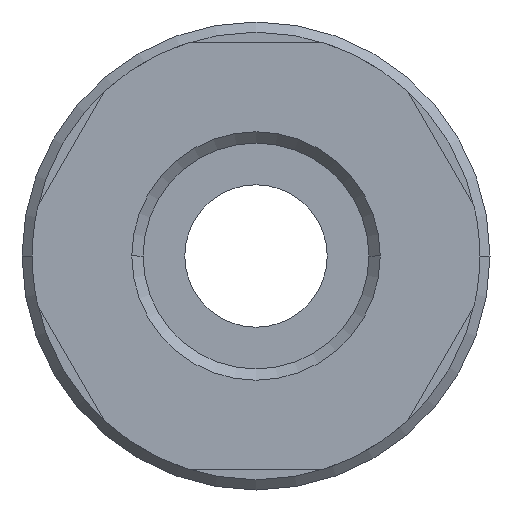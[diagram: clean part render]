
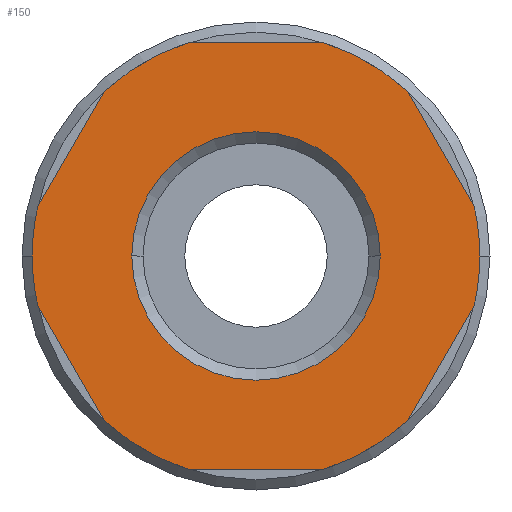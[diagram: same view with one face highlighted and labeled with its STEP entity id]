
A CAD part, front view. The second image highlights one B-rep face of the part: STEP entity #150.
In plain terms, the highlighted planar face has unit normal (0, -1, 0).
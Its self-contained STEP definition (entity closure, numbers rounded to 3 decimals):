
#150=ADVANCED_FACE('',(#352,#353),#354,.T.);
#352=FACE_BOUND('',#607,.T.);
#353=FACE_OUTER_BOUND('',#608,.T.);
#354=PLANE('',#609);
#607=EDGE_LOOP('',(#988,#989));
#608=EDGE_LOOP('',(#990,#991,#992,#993,#994,#995,#996,#997,#998,#999,#1000,#1001,#1002,#1003));
#609=AXIS2_PLACEMENT_3D('',#1004,#1005,#1006);
#988=ORIENTED_EDGE('',*,*,#1576,.T.);
#989=ORIENTED_EDGE('',*,*,#1577,.T.);
#990=ORIENTED_EDGE('',*,*,#1578,.T.);
#991=ORIENTED_EDGE('',*,*,#1511,.F.);
#992=ORIENTED_EDGE('',*,*,#1579,.T.);
#993=ORIENTED_EDGE('',*,*,#1567,.F.);
#994=ORIENTED_EDGE('',*,*,#1580,.T.);
#995=ORIENTED_EDGE('',*,*,#1496,.F.);
#996=ORIENTED_EDGE('',*,*,#1581,.F.);
#997=ORIENTED_EDGE('',*,*,#1514,.T.);
#998=ORIENTED_EDGE('',*,*,#1582,.F.);
#999=ORIENTED_EDGE('',*,*,#1583,.T.);
#1000=ORIENTED_EDGE('',*,*,#1470,.F.);
#1001=ORIENTED_EDGE('',*,*,#1584,.T.);
#1002=ORIENTED_EDGE('',*,*,#1585,.F.);
#1003=ORIENTED_EDGE('',*,*,#1586,.F.);
#1004=CARTESIAN_POINT('',(5.5,0.0,0.0));
#1005=DIRECTION('',(-0.0,-1.0,-0.0));
#1006=DIRECTION('',(-1.0,0.0,0.0));
#1470=EDGE_CURVE('',#1736,#1731,#1738,.T.);
#1496=EDGE_CURVE('',#1779,#1781,#1782,.T.);
#1511=EDGE_CURVE('',#1805,#1803,#1807,.T.);
#1514=EDGE_CURVE('',#1811,#1809,#1812,.T.);
#1567=EDGE_CURVE('',#1894,#1892,#1896,.T.);
#1576=EDGE_CURVE('',#1907,#1908,#1909,.T.);
#1577=EDGE_CURVE('',#1908,#1907,#1910,.T.);
#1578=EDGE_CURVE('',#1911,#1803,#1912,.T.);
#1579=EDGE_CURVE('',#1805,#1892,#1913,.T.);
#1580=EDGE_CURVE('',#1894,#1781,#1914,.T.);
#1581=EDGE_CURVE('',#1811,#1779,#1915,.T.);
#1582=EDGE_CURVE('',#1916,#1809,#1917,.T.);
#1583=EDGE_CURVE('',#1916,#1731,#1918,.T.);
#1584=EDGE_CURVE('',#1736,#1919,#1920,.T.);
#1585=EDGE_CURVE('',#1921,#1919,#1922,.T.);
#1586=EDGE_CURVE('',#1911,#1921,#1923,.T.);
#1731=VERTEX_POINT('',#2095);
#1736=VERTEX_POINT('',#2101);
#1738=CIRCLE('',#2104,11.0);
#1779=VERTEX_POINT('',#2153);
#1781=VERTEX_POINT('',#2156);
#1782=CIRCLE('',#2157,11.0);
#1803=VERTEX_POINT('',#2183);
#1805=VERTEX_POINT('',#2186);
#1807=CIRCLE('',#2189,11.0);
#1809=VERTEX_POINT('',#2191);
#1811=VERTEX_POINT('',#2194);
#1812=LINE('',#2195,#2196);
#1892=VERTEX_POINT('',#2397);
#1894=VERTEX_POINT('',#2400);
#1896=CIRCLE('',#2403,11.0);
#1907=VERTEX_POINT('',#2428);
#1908=VERTEX_POINT('',#2429);
#1909=CIRCLE('',#2430,6.105);
#1910=CIRCLE('',#2431,6.105);
#1911=VERTEX_POINT('',#2432);
#1912=LINE('',#2433,#2434);
#1913=LINE('',#2435,#2436);
#1914=LINE('',#2437,#2438);
#1915=CIRCLE('',#2439,11.0);
#1916=VERTEX_POINT('',#2440);
#1917=CIRCLE('',#2441,11.0);
#1918=LINE('',#2442,#2443);
#1919=VERTEX_POINT('',#2444);
#1920=LINE('',#2445,#2446);
#1921=VERTEX_POINT('',#2447);
#1922=CIRCLE('',#2448,11.0);
#1923=CIRCLE('',#2449,11.0);
#2095=CARTESIAN_POINT('',(-3.279,0.0,10.5));
#2101=CARTESIAN_POINT('',(-7.454,0.0,8.089));
#2104=AXIS2_PLACEMENT_3D('',#2789,#2790,#2791);
#2153=CARTESIAN_POINT('',(11.0,0.0,0.));
#2156=CARTESIAN_POINT('',(10.733,0.0,-2.411));
#2157=AXIS2_PLACEMENT_3D('',#2837,#2838,#2839);
#2183=CARTESIAN_POINT('',(-7.454,0.0,-8.089));
#2186=CARTESIAN_POINT('',(-3.279,0.0,-10.5));
#2189=AXIS2_PLACEMENT_3D('',#2859,#2860,#2861);
#2191=CARTESIAN_POINT('',(7.454,0.0,8.089));
#2194=CARTESIAN_POINT('',(10.733,0.0,2.411));
#2195=CARTESIAN_POINT('',(9.781,0.0,4.059));
#2196=VECTOR('',#2863,1.0);
#2397=CARTESIAN_POINT('',(3.279,0.0,-10.5));
#2400=CARTESIAN_POINT('',(7.454,0.0,-8.089));
#2403=AXIS2_PLACEMENT_3D('',#2934,#2935,#2936);
#2428=CARTESIAN_POINT('',(-6.105,0.0,0.));
#2429=CARTESIAN_POINT('',(6.105,0.0,0.));
#2430=AXIS2_PLACEMENT_3D('',#2943,#2944,#2945);
#2431=AXIS2_PLACEMENT_3D('',#2946,#2947,#2948);
#2432=CARTESIAN_POINT('',(-10.733,0.0,-2.411));
#2433=CARTESIAN_POINT('',(-8.406,0.0,-6.441));
#2434=VECTOR('',#2949,1.0);
#2435=CARTESIAN_POINT('',(2.75,0.0,-10.5));
#2436=VECTOR('',#2950,1.0);
#2437=CARTESIAN_POINT('',(9.781,0.0,-4.059));
#2438=VECTOR('',#2951,1.0);
#2439=AXIS2_PLACEMENT_3D('',#2952,#2953,#2954);
#2440=CARTESIAN_POINT('',(3.279,0.0,10.5));
#2441=AXIS2_PLACEMENT_3D('',#2955,#2956,#2957);
#2442=CARTESIAN_POINT('',(2.75,0.0,10.5));
#2443=VECTOR('',#2958,1.0);
#2444=CARTESIAN_POINT('',(-10.733,0.0,2.411));
#2445=CARTESIAN_POINT('',(-8.406,0.0,6.441));
#2446=VECTOR('',#2959,1.0);
#2447=CARTESIAN_POINT('',(-11.0,0.0,0.));
#2448=AXIS2_PLACEMENT_3D('',#2960,#2961,#2962);
#2449=AXIS2_PLACEMENT_3D('',#2963,#2964,#2965);
#2789=CARTESIAN_POINT('',(0.0,0.0,0.0));
#2790=DIRECTION('',(-0.0,1.0,0.0));
#2791=DIRECTION('',(1.0,0.0,0.0));
#2837=CARTESIAN_POINT('',(0.0,0.0,0.0));
#2838=DIRECTION('',(-0.0,1.0,0.0));
#2839=DIRECTION('',(1.0,0.0,0.0));
#2859=CARTESIAN_POINT('',(0.0,0.0,0.0));
#2860=DIRECTION('',(-0.0,1.0,0.0));
#2861=DIRECTION('',(1.0,0.0,0.0));
#2863=DIRECTION('',(-0.5,0.0,0.866));
#2934=CARTESIAN_POINT('',(0.0,0.0,0.0));
#2935=DIRECTION('',(-0.0,1.0,0.0));
#2936=DIRECTION('',(1.0,0.0,0.0));
#2943=CARTESIAN_POINT('',(0.0,0.0,0.0));
#2944=DIRECTION('',(-0.0,1.0,0.0));
#2945=DIRECTION('',(1.0,0.0,0.0));
#2946=CARTESIAN_POINT('',(0.0,0.0,0.0));
#2947=DIRECTION('',(-0.0,1.0,0.0));
#2948=DIRECTION('',(1.0,0.0,0.0));
#2949=DIRECTION('',(0.5,0.0,-0.866));
#2950=DIRECTION('',(1.0,-0.0,0.0));
#2951=DIRECTION('',(0.5,-0.0,0.866));
#2952=CARTESIAN_POINT('',(0.0,0.0,0.0));
#2953=DIRECTION('',(-0.0,1.0,0.0));
#2954=DIRECTION('',(1.0,0.0,0.0));
#2955=CARTESIAN_POINT('',(0.0,0.0,0.0));
#2956=DIRECTION('',(-0.0,1.0,0.0));
#2957=DIRECTION('',(1.0,0.0,0.0));
#2958=DIRECTION('',(-1.0,0.0,0.));
#2959=DIRECTION('',(-0.5,0.0,-0.866));
#2960=CARTESIAN_POINT('',(0.0,0.0,0.0));
#2961=DIRECTION('',(-0.0,1.0,0.0));
#2962=DIRECTION('',(1.0,0.0,0.0));
#2963=CARTESIAN_POINT('',(0.0,0.0,0.0));
#2964=DIRECTION('',(-0.0,1.0,0.0));
#2965=DIRECTION('',(1.0,0.0,0.0));
